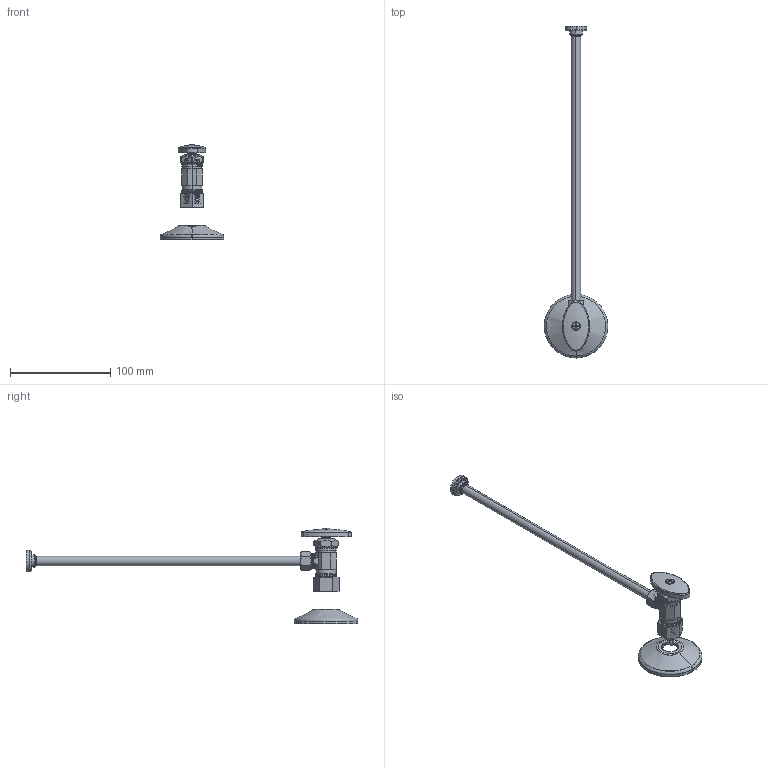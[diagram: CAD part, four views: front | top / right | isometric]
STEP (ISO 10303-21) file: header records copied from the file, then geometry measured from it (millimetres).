
FILE_DESCRIPTION((''),'2;1');
FILE_NAME('495','2021-06-17T17:12:18',('NSantos'),(''),'CREO PARAMETRIC BY PTC INC, 2018500','CREO PARAMETRIC BY PTC INC, 2018500','');
FILE_SCHEMA(('CONFIG_CONTROL_DESIGN'));
Length unit declared in the file: inch
Products named in the file (1): 495
Bounding box: 63.5 x 331.6 x 95.59 mm (x, y, z)
Volume: 24345.1 mm3; surface area: 62931.4 mm2
Topology: 4 solids, 14 shells, 781 faces, 2048 edges, 1301 vertices
Faces by surface type: plane 313, cylinder 236, bspline 120, cone 77, torus 31, sphere 3, extrusion 1
Entity records: 41376 total; most frequent: CARTESIAN_POINT 23592, ORIENTED_EDGE 4031, DIRECTION 3119, EDGE_CURVE 2040, VERTEX_POINT 1301, AXIS2_PLACEMENT_3D 1124, VECTOR 871, LINE 870
